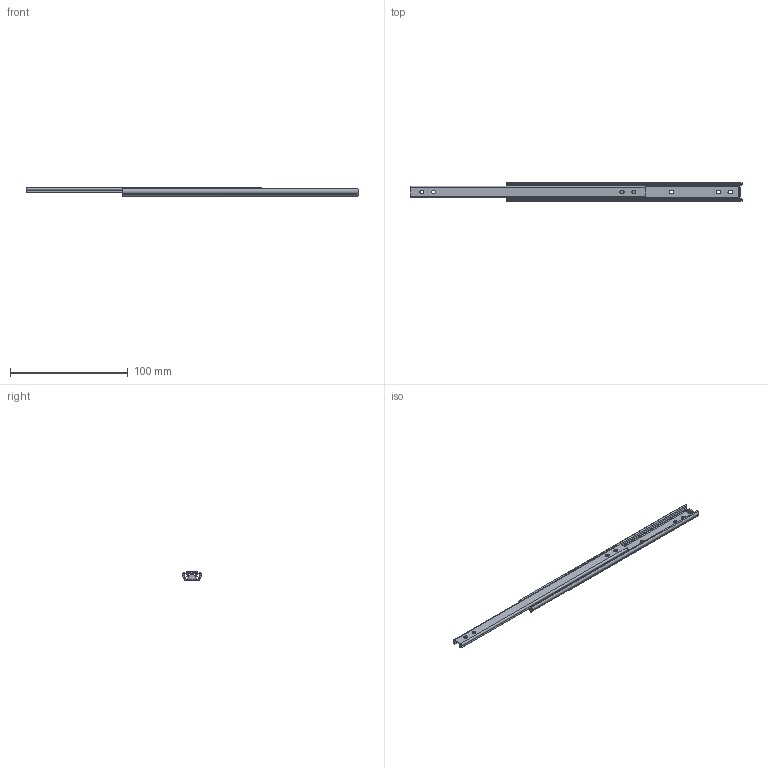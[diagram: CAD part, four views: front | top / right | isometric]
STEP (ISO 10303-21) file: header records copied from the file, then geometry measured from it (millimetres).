
FILE_DESCRIPTION (( 'STEP AP203' ), '1' );
FILE_NAME ('U1620-200.STEP', '2020-06-03T05:16:17', ( '' ), ( '' ), 'SwSTEP 2.0', 'SolidWorks 2019', '' );
FILE_SCHEMA (( 'CONFIG_CONTROL_DESIGN' ));
Length unit declared in the file: millimetre
Products named in the file (3): U1620-200 OM; U1620-200 IM; U1620-200
Assembly tree (2 placements, depth 2):
  U1620-200
    U1620-200 OM
    U1620-200 IM
Bounding box: 281.9 x 16 x 7.5 mm (x, y, z)
Volume: 8925 mm3; surface area: 17078.3 mm2
Topology: 2 solids, 2 shells, 197 faces, 569 edges, 378 vertices
Faces by surface type: cylinder 99, plane 80, torus 12, bspline 6
Entity records: 8750 total; most frequent: CARTESIAN_POINT 3427, ORIENTED_EDGE 1138, DIRECTION 983, EDGE_CURVE 569, VERTEX_POINT 378, AXIS2_PLACEMENT_3D 352, LINE 279, VECTOR 279
